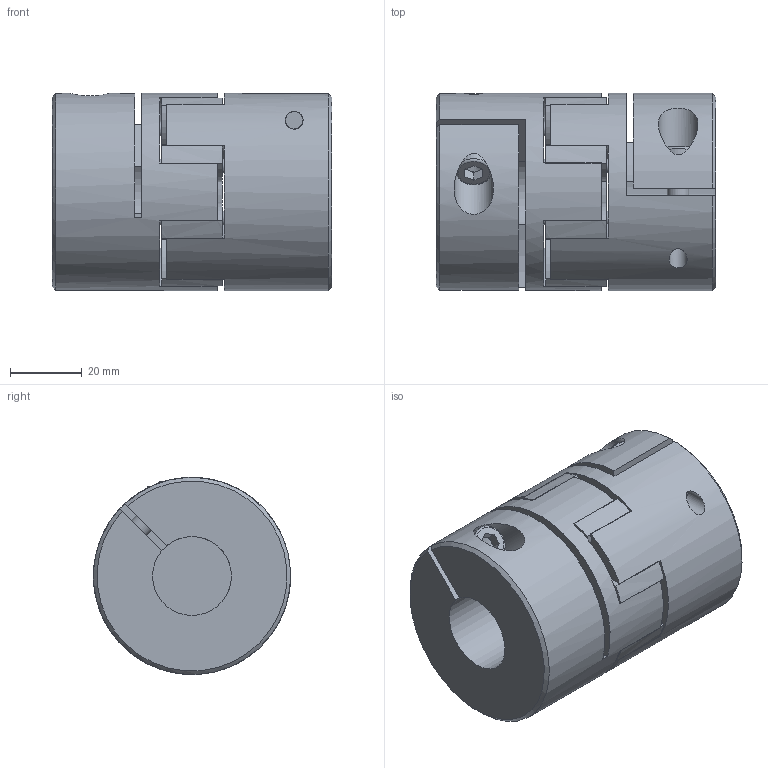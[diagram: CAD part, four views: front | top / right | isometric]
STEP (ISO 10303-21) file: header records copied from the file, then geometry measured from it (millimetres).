
FILE_DESCRIPTION(/* description */ ('STEP AP203'),/* implementation_level */ '2;1');
FILE_NAME(/* name */ 'KBE2-24-N25-22',/* time_stamp */ '2023-06-20T13:44:26+02:00',/* author */ ('License CC BY-ND 4.0'),/* organization */ ('CADENAS'),/* preprocessor_version */ 'ST-DEVELOPER v19.3',/* originating_system */ 'PARTsolutions',/* authorisation */ ' ');
FILE_SCHEMA (('CONFIG_CONTROL_DESIGN'));
Length unit declared in the file: millimetre
Products named in the file (1): KBE2-24-N25-22
Bounding box: 78 x 55 x 55 mm (x, y, z)
Volume: 148393.7 mm3; surface area: 34771 mm2
Topology: 1 solids, 1 shells, 145 faces, 418 edges, 269 vertices
Faces by surface type: cylinder 80, plane 57, cone 6, torus 2
Full cylindrical faces by diameter (mm): 4 x8, 5 x2, 6 x2, 6.5 x2, 10 x2, 11 x2, 22 x1, 55 x2
Entity records: 5788 total; most frequent: CARTESIAN_POINT 879, DIRECTION 876, ORIENTED_EDGE 758, EDGE_CURVE 379, AXIS2_PLACEMENT_3D 359, VERTEX_POINT 259, CIRCLE 213, FACE_BOUND 204
